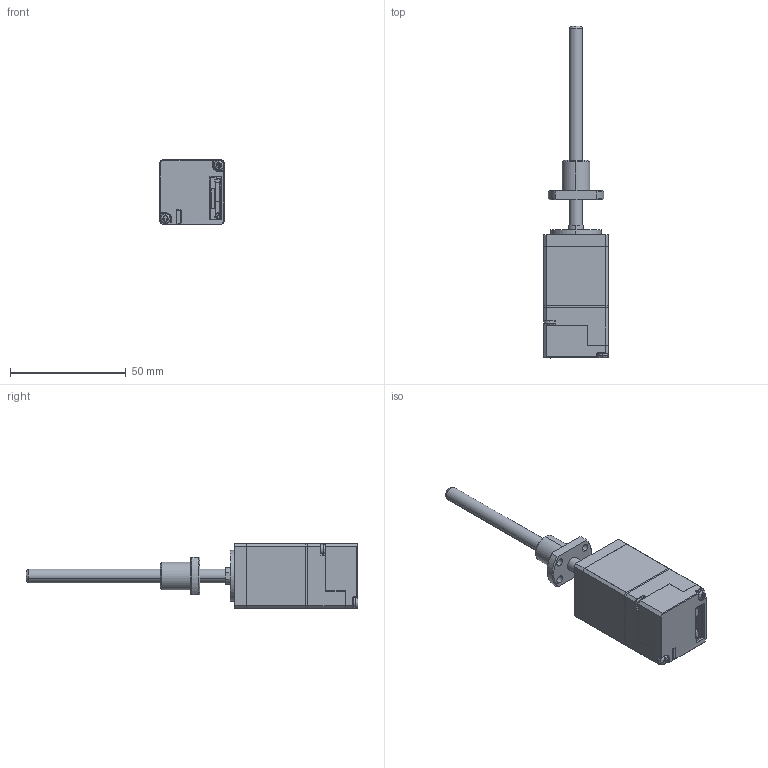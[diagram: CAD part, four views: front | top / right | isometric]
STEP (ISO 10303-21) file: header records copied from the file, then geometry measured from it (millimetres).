
FILE_DESCRIPTION (( 'STEP AP214' ), '1' );
FILE_NAME ('TSM11Q-2RM-B0602-90-FF1-0.STEP', '2024-01-10T07:55:31', ( '' ), ( '' ), 'SwSTEP 2.0', 'SolidWorks 2018', '' );
FILE_SCHEMA (( 'AUTOMOTIVE_DESIGN' ));
Length unit declared in the file: millimetre
Products named in the file (1): TSM11Q-2RM-B0602-90-FF1-0
Bounding box: 28 x 143.2 x 28.03 mm (x, y, z)
Surface area: 17609.8 mm2 (no closed solid volume)
Topology: 0 solids, 12 shells, 293 faces, 927 edges, 643 vertices
Faces by surface type: plane 126, cylinder 110, cone 30, bspline 18, torus 7, sphere 2
Entity records: 14769 total; most frequent: CARTESIAN_POINT 3632, ORIENTED_EDGE 1557, DIRECTION 1552, EDGE_CURVE 913, VERTEX_POINT 643, LINE 520, VECTOR 520, AXIS2_PLACEMENT_3D 516
